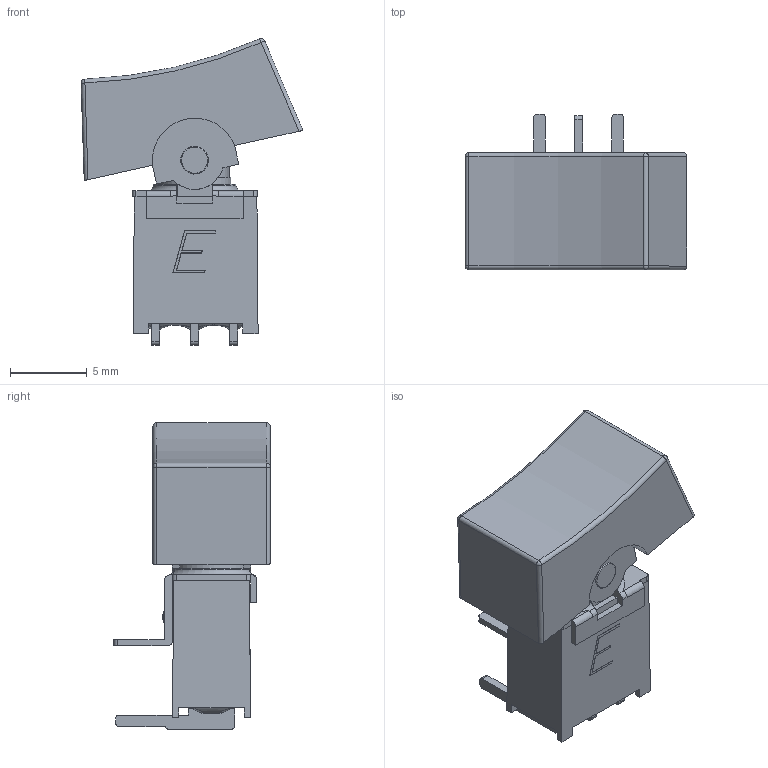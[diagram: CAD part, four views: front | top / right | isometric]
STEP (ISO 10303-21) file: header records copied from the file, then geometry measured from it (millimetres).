
FILE_DESCRIPTION((' '),'2;1');
FILE_NAME('400AWMSPxR1xxxM6xE.stp','2017-07-20T11:20:54',(' '),(' '),' ','ACIS',' ');
FILE_SCHEMA(('CONFIG_CONTROL_DESIGN'));
Length unit declared in the file: inch
Products named in the file (1): 400AWMSPxR1xxxM6xE.stp
Bounding box: 14.43 x 10.16 x 19.96 mm (x, y, z)
Volume: 765.4 mm3; surface area: 1200.9 mm2
Topology: 1 solids, 1 shells, 220 faces, 618 edges, 400 vertices
Faces by surface type: plane 139, cylinder 55, bspline 14, torus 6, sphere 4, cone 2
Full cylindrical faces by diameter (mm): 3.5 x1
Entity records: 8561 total; most frequent: CARTESIAN_POINT 2823, ORIENTED_EDGE 1214, DIRECTION 1121, EDGE_CURVE 607, VECTOR 419, LINE 419, VERTEX_POINT 398, AXIS2_PLACEMENT_3D 351
